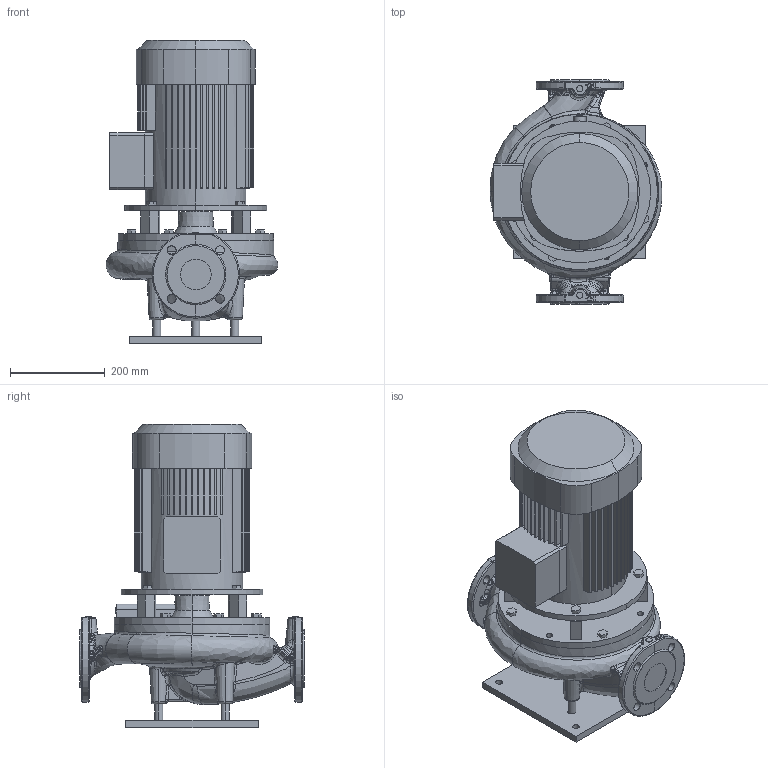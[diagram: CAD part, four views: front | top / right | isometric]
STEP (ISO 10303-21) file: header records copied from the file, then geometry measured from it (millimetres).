
FILE_DESCRIPTION (( 'STEP AP203' ), '1' );
FILE_NAME ('VariA 65-22.STEP', '2014-07-08T11:05:33', ( '' ), ( '' ), 'SwSTEP 2.0', 'SolidWorks 2011', '' );
FILE_SCHEMA (( 'CONFIG_CONTROL_DESIGN' ));
Products named in the file (1): VariA 65-22
Bounding box: 363.89 x 475 x 641.25 mm (x, y, z)
Volume: 30845675.5 mm3; surface area: 1656833.3 mm2
Topology: 5 solids, 5 shells, 1059 faces, 2653 edges, 1606 vertices
Faces by surface type: bspline 364, plane 267, cylinder 236, cone 86, sphere 73, torus 33
Entity records: 63701 total; most frequent: CARTESIAN_POINT 41083, ORIENTED_EDGE 5232, DIRECTION 4032, EDGE_CURVE 2616, AXIS2_PLACEMENT_3D 1609, VERTEX_POINT 1606, EDGE_LOOP 1130, FACE_OUTER_BOUND 1059
